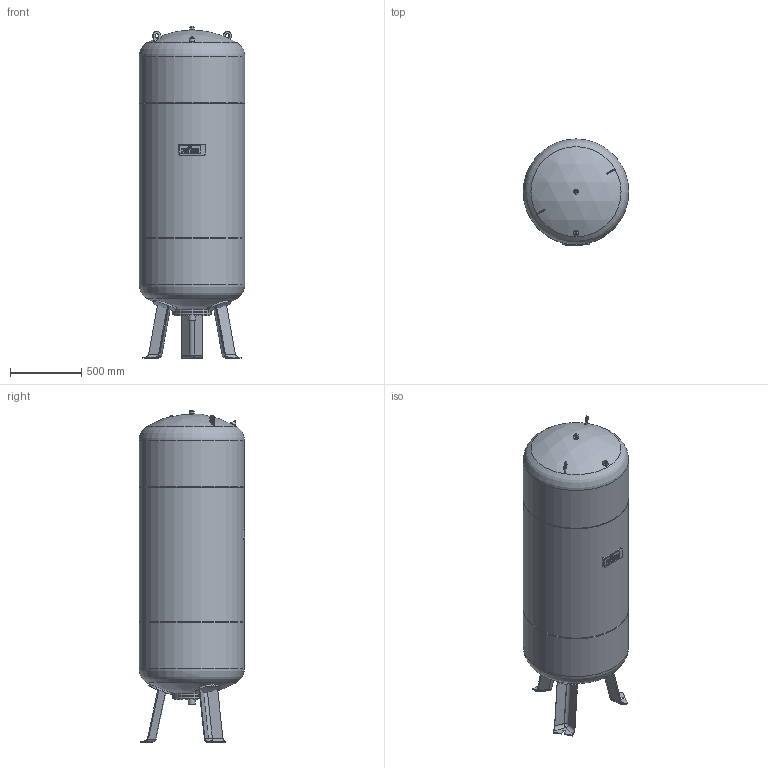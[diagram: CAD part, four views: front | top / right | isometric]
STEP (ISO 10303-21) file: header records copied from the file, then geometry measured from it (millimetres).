
FILE_DESCRIPTION(/* description */ (''),/* implementation_level */ '2;1');
FILE_NAME(/* name */ '3d_RefixDE800_16bar-7348670.stp',/* time_stamp */ '2023-06-19T14:25:40+02:00',/* author */ ('Andrzej'),/* organization */ (''),/* preprocessor_version */ 'ST-DEVELOPER v16.13',/* originating_system */ 'AutoCAD Mechanical',/* authorisation */ '');
FILE_SCHEMA (('AUTOMOTIVE_DESIGN { 1 0 10303 214 3 1 1 }'));
Length unit declared in the file: millimetre
Products named in the file (1): Product
Bounding box: 740 x 743.25 x 2329 mm (x, y, z)
Volume: 798556204.5 mm3; surface area: 7628254.3 mm2
Topology: 24 solids, 24 shells, 477 faces, 1139 edges, 739 vertices
Faces by surface type: plane 289, cylinder 139, cone 22, sphere 16, torus 8, bspline 3
Full cylindrical faces by diameter (mm): 6 x1, 9 x1, 14.1 x1, 16 x26, 17.1 x1, 30 x2, 34 x1, 48.3 x1, 160 x1, 270 x2, 740 x5
Entity records: 13517 total; most frequent: CARTESIAN_POINT 2433, DIRECTION 2322, ORIENTED_EDGE 2106, EDGE_CURVE 1053, AXIS2_PLACEMENT_3D 812, VERTEX_POINT 731, LINE 698, VECTOR 698
